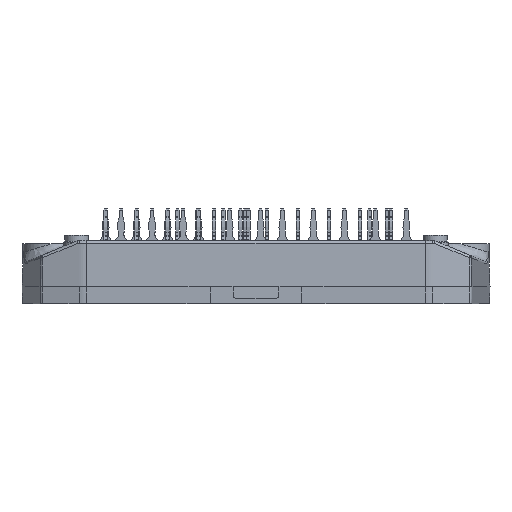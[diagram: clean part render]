
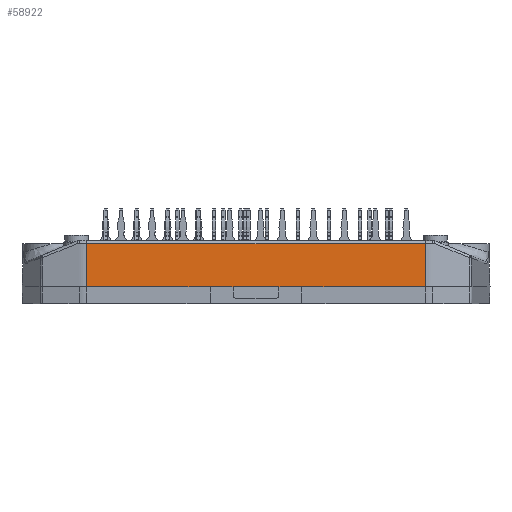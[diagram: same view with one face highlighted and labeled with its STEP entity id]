
A CAD part, front view. The second image highlights one B-rep face of the part: STEP entity #58922.
In plain terms, the highlighted planar face has unit normal (0, -1, 0.026).
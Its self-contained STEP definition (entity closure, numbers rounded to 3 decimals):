
#5455=ORIENTED_EDGE('',*,*,#17650,.F.);
#5456=ORIENTED_EDGE('',*,*,#17649,.T.);
#5457=ORIENTED_EDGE('',*,*,#17730,.F.);
#5458=ORIENTED_EDGE('',*,*,#17645,.F.);
#5459=ORIENTED_EDGE('',*,*,#17643,.T.);
#5460=ORIENTED_EDGE('',*,*,#17640,.T.);
#5461=ORIENTED_EDGE('',*,*,#17729,.T.);
#5462=ORIENTED_EDGE('',*,*,#17731,.F.);
#5463=ORIENTED_EDGE('',*,*,#17723,.F.);
#5464=ORIENTED_EDGE('',*,*,#17636,.F.);
#17636=EDGE_CURVE('',#23902,#23903,#28061,.T.);
#17640=EDGE_CURVE('',#23907,#23906,#28065,.T.);
#17643=EDGE_CURVE('',#23908,#23907,#28067,.T.);
#17645=EDGE_CURVE('',#23908,#23909,#28068,.F.);
#17649=EDGE_CURVE('',#23910,#23911,#28069,.F.);
#17650=EDGE_CURVE('',#23910,#23902,#28070,.T.);
#17723=EDGE_CURVE('',#23903,#23953,#28122,.T.);
#17729=EDGE_CURVE('',#23906,#23958,#28126,.T.);
#17730=EDGE_CURVE('',#23909,#23911,#28127,.T.);
#17731=EDGE_CURVE('',#23953,#23958,#28128,.T.);
#23902=VERTEX_POINT('',#80480);
#23903=VERTEX_POINT('',#80482);
#23906=VERTEX_POINT('',#80489);
#23907=VERTEX_POINT('',#80491);
#23908=VERTEX_POINT('',#80496);
#23909=VERTEX_POINT('',#80503);
#23910=VERTEX_POINT('',#80510);
#23911=VERTEX_POINT('',#80512);
#23953=VERTEX_POINT('',#80858);
#23958=VERTEX_POINT('',#80868);
#28061=LINE('',#80481,#31972);
#28065=LINE('',#80490,#31976);
#28067=LINE('',#80495,#31978);
#28068=LINE('',#80502,#31979);
#28069=LINE('',#80513,#31980);
#28070=LINE('',#80515,#31981);
#28122=LINE('',#80857,#32033);
#28126=LINE('',#80869,#32037);
#28127=LINE('',#80871,#32038);
#28128=LINE('',#80872,#32039);
#31972=VECTOR('',#66459,1000.);
#31976=VECTOR('',#66465,1000.);
#31978=VECTOR('',#66471,1000.);
#31979=VECTOR('',#66474,1000.);
#31980=VECTOR('',#66481,1000.);
#31981=VECTOR('',#66484,1000.);
#32033=VECTOR('',#66614,1000.);
#32037=VECTOR('',#66622,1000.);
#32038=VECTOR('',#66625,1000.);
#32039=VECTOR('',#66626,1000.);
#35816=EDGE_LOOP('',(#5455,#5456,#5457,#5458,#5459,#5460,#5461,#5462,#5463,
#5464));
#38395=FACE_BOUND('',#35816,.T.);
#40776=PLANE('',#61515);
#58922=ADVANCED_FACE('',(#38395),#40776,.T.);
#61515=AXIS2_PLACEMENT_3D('',#80870,#66623,#66624);
#66459=DIRECTION('',(-1.,0.,0.));
#66465=DIRECTION('',(1.,0.,0.));
#66471=DIRECTION('',(1.,0.,0.));
#66474=DIRECTION('',(-0.006,-0.026,-1.));
#66481=DIRECTION('',(0.006,-0.026,-1.));
#66484=DIRECTION('',(-1.,0.,0.));
#66614=DIRECTION('',(-1.,0.,0.));
#66622=DIRECTION('',(1.,0.,0.));
#66623=DIRECTION('',(0.,-1.,0.026));
#66624=DIRECTION('',(0.,0.026,1.));
#66625=DIRECTION('',(1.,0.,0.));
#66626=DIRECTION('',(-1.,0.,0.));
#80480=CARTESIAN_POINT('',(29.513,-30.776,2.02));
#80481=CARTESIAN_POINT('',(17.961,-30.776,2.02));
#80482=CARTESIAN_POINT('',(8.,-30.776,2.02));
#80489=CARTESIAN_POINT('',(-8.,-30.776,2.02));
#80490=CARTESIAN_POINT('',(-17.961,-30.776,2.02));
#80491=CARTESIAN_POINT('',(-29.513,-30.776,2.02));
#80495=CARTESIAN_POINT('',(-17.961,-30.776,2.02));
#80496=CARTESIAN_POINT('',(-29.513,-30.776,2.02));
#80502=CARTESIAN_POINT('',(-29.512,-30.775,2.087));
#80503=CARTESIAN_POINT('',(-29.469,-30.58,9.533));
#80510=CARTESIAN_POINT('',(29.513,-30.776,2.02));
#80512=CARTESIAN_POINT('',(29.469,-30.58,9.533));
#80513=CARTESIAN_POINT('',(29.512,-30.775,2.087));
#80515=CARTESIAN_POINT('',(17.961,-30.776,2.02));
#80857=CARTESIAN_POINT('',(17.961,-30.776,2.02));
#80858=CARTESIAN_POINT('',(4.,-30.776,2.02));
#80868=CARTESIAN_POINT('',(-4.,-30.776,2.02));
#80869=CARTESIAN_POINT('',(-17.961,-30.776,2.02));
#80870=CARTESIAN_POINT('',(17.961,-30.776,2.02));
#80871=CARTESIAN_POINT('',(27.533,-30.58,9.533));
#80872=CARTESIAN_POINT('',(-17.961,-30.776,2.02));
